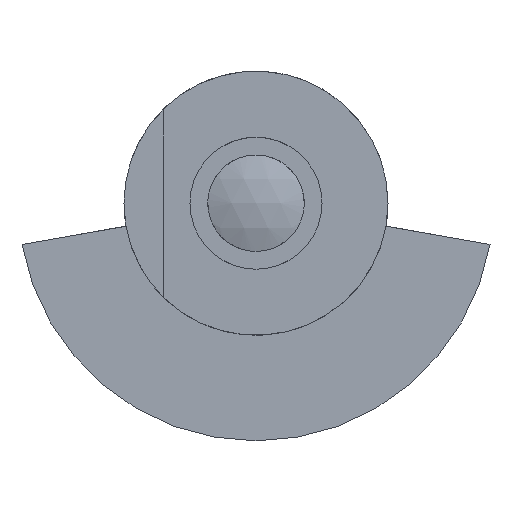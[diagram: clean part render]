
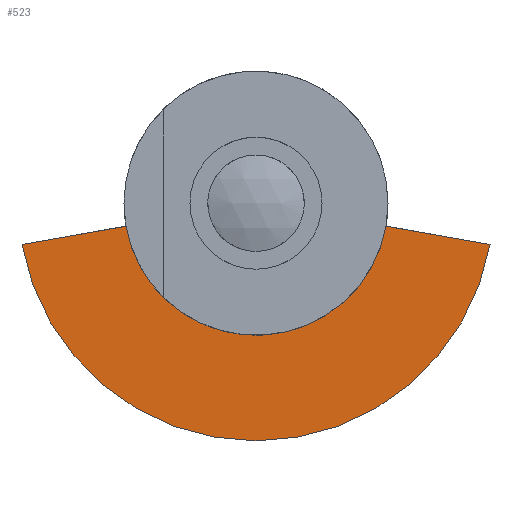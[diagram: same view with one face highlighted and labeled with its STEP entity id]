
A CAD part, left-side view. The second image highlights one B-rep face of the part: STEP entity #523.
In plain terms, the highlighted planar face has unit normal (-1, 0, 0).
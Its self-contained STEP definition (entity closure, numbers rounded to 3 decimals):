
#218=AXIS2_PLACEMENT_3D('Circle Axis2P3D',#216,#217,$) ;
#510=AXIS2_PLACEMENT_3D('Plane Axis2P3D',#507,#508,#509) ;
#514=AXIS2_PLACEMENT_3D('Circle Axis2P3D',#512,#513,$) ;
#213=CARTESIAN_POINT('Vertex',(5.128,9.848,-1.737)) ;
#216=CARTESIAN_POINT('Axis2P3D Location',(5.128,0.,0.)) ;
#220=CARTESIAN_POINT('Vertex',(5.128,-9.848,-1.736)) ;
#419=CARTESIAN_POINT('Line Origine',(5.128,-13.787,-2.431)) ;
#423=CARTESIAN_POINT('Vertex',(5.128,-17.726,-3.125)) ;
#468=CARTESIAN_POINT('Vertex',(5.128,17.727,-3.126)) ;
#471=CARTESIAN_POINT('Line Origine',(5.128,13.788,-2.431)) ;
#507=CARTESIAN_POINT('Axis2P3D Location',(5.128,0.,-18.)) ;
#512=CARTESIAN_POINT('Axis2P3D Location',(5.128,0.,0.)) ;
#217=DIRECTION('Axis2P3D Direction',(1.,0.,0.)) ;
#420=DIRECTION('Vector Direction',(0.,0.985,0.174)) ;
#472=DIRECTION('Vector Direction',(0.,-0.985,0.174)) ;
#508=DIRECTION('Axis2P3D Direction',(1.,0.,0.)) ;
#509=DIRECTION('Axis2P3D XDirection',(0.,1.,0.)) ;
#513=DIRECTION('Axis2P3D Direction',(1.,0.,0.)) ;
#421=VECTOR('Line Direction',#420,1.) ;
#473=VECTOR('Line Direction',#472,1.) ;
#518=ORIENTED_EDGE('',*,*,#222,.T.) ;
#519=ORIENTED_EDGE('',*,*,#475,.F.) ;
#520=ORIENTED_EDGE('',*,*,#516,.F.) ;
#521=ORIENTED_EDGE('',*,*,#425,.T.) ;
#523=ADVANCED_FACE('appui-serringue-rainure',(#522),#511,.F.) ;
#219=CIRCLE('generated circle',#218,10.) ;
#515=CIRCLE('generated circle',#514,18.) ;
#222=EDGE_CURVE('',#221,#214,#219,.T.) ;
#425=EDGE_CURVE('',#424,#221,#422,.T.) ;
#475=EDGE_CURVE('',#469,#214,#474,.T.) ;
#516=EDGE_CURVE('',#424,#469,#515,.T.) ;
#517=EDGE_LOOP('',(#518,#519,#520,#521)) ;
#522=FACE_OUTER_BOUND('',#517,.T.) ;
#422=LINE('Line',#419,#421) ;
#474=LINE('Line',#471,#473) ;
#511=PLANE('',#510) ;
#214=VERTEX_POINT('',#213) ;
#221=VERTEX_POINT('',#220) ;
#424=VERTEX_POINT('',#423) ;
#469=VERTEX_POINT('',#468) ;
